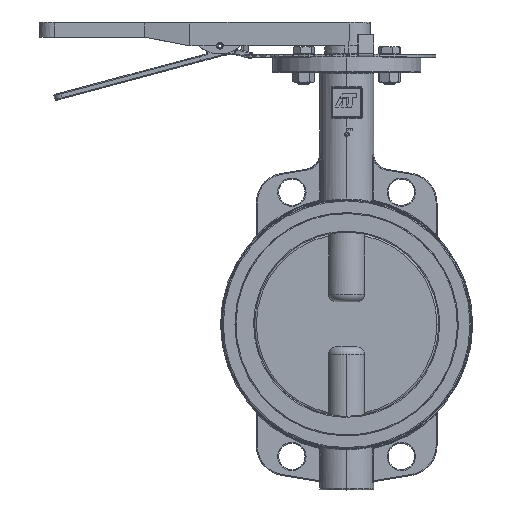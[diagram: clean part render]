
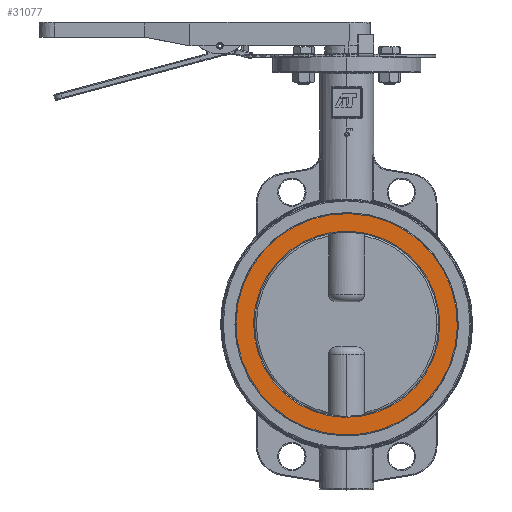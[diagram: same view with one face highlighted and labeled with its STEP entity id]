
A CAD part, top view. The second image highlights one B-rep face of the part: STEP entity #31077.
In plain terms, the highlighted planar face has unit normal (0, 0, 1).
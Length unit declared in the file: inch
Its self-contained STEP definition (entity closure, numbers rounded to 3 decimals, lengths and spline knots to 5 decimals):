
#2219 = ORIENTED_EDGE ( 'NONE', *, *, #35922, .T. ) ;
#3092 = PLANE ( 'NONE',  #34549 ) ;
#3983 = CARTESIAN_POINT ( 'NONE',  ( 0., 0., 1.125 ) ) ;
#5971 = CIRCLE ( 'NONE', #11221, 3.09125 ) ;
#6002 = CARTESIAN_POINT ( 'NONE',  ( 0., 0., 1.125 ) ) ;
#6878 = DIRECTION ( 'NONE',  ( 1., 0., 0. ) ) ;
#7075 = DIRECTION ( 'NONE',  ( 0., 0., -1. ) ) ;
#7981 = DIRECTION ( 'NONE',  ( 1., 0., 0. ) ) ;
#8581 = CIRCLE ( 'NONE', #23775, 3.09125 ) ;
#9062 = FACE_OUTER_BOUND ( 'NONE', #21899, .T. ) ;
#9711 = AXIS2_PLACEMENT_3D ( 'NONE', #19922, #11057, #7981 ) ;
#10480 = VERTEX_POINT ( 'NONE', #29649 ) ;
#10604 = CIRCLE ( 'NONE', #23747, 3.67725 ) ;
#11057 = DIRECTION ( 'NONE',  ( 0., 0., 1. ) ) ;
#11221 = AXIS2_PLACEMENT_3D ( 'NONE', #3983, #7075, #6878 ) ;
#11325 = EDGE_CURVE ( 'NONE', #10480, #13012, #8581, .T. ) ;
#11762 = DIRECTION ( 'NONE',  ( 0., 0., 1. ) ) ;
#13012 = VERTEX_POINT ( 'NONE', #34900 ) ;
#15653 = DIRECTION ( 'NONE',  ( 0., 0., 1. ) ) ;
#17585 = ORIENTED_EDGE ( 'NONE', *, *, #25060, .T. ) ;
#18051 = VERTEX_POINT ( 'NONE', #25890 ) ;
#18329 = EDGE_LOOP ( 'NONE', ( #26321, #32522 ) ) ;
#18920 = CIRCLE ( 'NONE', #9711, 3.67725 ) ;
#19922 = CARTESIAN_POINT ( 'NONE',  ( 0., 0., 1.125 ) ) ;
#20145 = DIRECTION ( 'NONE',  ( 1., 0., 0. ) ) ;
#20559 = DIRECTION ( 'NONE',  ( 0., 0., -1. ) ) ;
#21394 = CARTESIAN_POINT ( 'NONE',  ( 0., 0., 1.125 ) ) ;
#21899 = EDGE_LOOP ( 'NONE', ( #2219, #17585 ) ) ;
#23747 = AXIS2_PLACEMENT_3D ( 'NONE', #6002, #11762, #28216 ) ;
#23775 = AXIS2_PLACEMENT_3D ( 'NONE', #39027, #20559, #20145 ) ;
#24795 = EDGE_CURVE ( 'NONE', #13012, #10480, #5971, .T. ) ;
#25060 = EDGE_CURVE ( 'NONE', #18051, #28679, #10604, .T. ) ;
#25890 = CARTESIAN_POINT ( 'NONE',  ( -3.67725, 0., 1.125 ) ) ;
#26321 = ORIENTED_EDGE ( 'NONE', *, *, #11325, .T. ) ;
#28184 = FACE_BOUND ( 'NONE', #18329, .T. ) ;
#28216 = DIRECTION ( 'NONE',  ( 1., 0., 0. ) ) ;
#28679 = VERTEX_POINT ( 'NONE', #29030 ) ;
#29030 = CARTESIAN_POINT ( 'NONE',  ( 3.67725, 0., 1.125 ) ) ;
#29649 = CARTESIAN_POINT ( 'NONE',  ( 3.09125, 0., 1.125 ) ) ;
#31077 = ADVANCED_FACE ( 'NONE', ( #9062, #28184 ), #3092, .T. ) ;
#32522 = ORIENTED_EDGE ( 'NONE', *, *, #24795, .T. ) ;
#33532 = DIRECTION ( 'NONE',  ( 1., 0., 0. ) ) ;
#34549 = AXIS2_PLACEMENT_3D ( 'NONE', #21394, #15653, #33532 ) ;
#34900 = CARTESIAN_POINT ( 'NONE',  ( -3.09125, 0., 1.125 ) ) ;
#35922 = EDGE_CURVE ( 'NONE', #28679, #18051, #18920, .T. ) ;
#39027 = CARTESIAN_POINT ( 'NONE',  ( 0., 0., 1.125 ) ) ;
